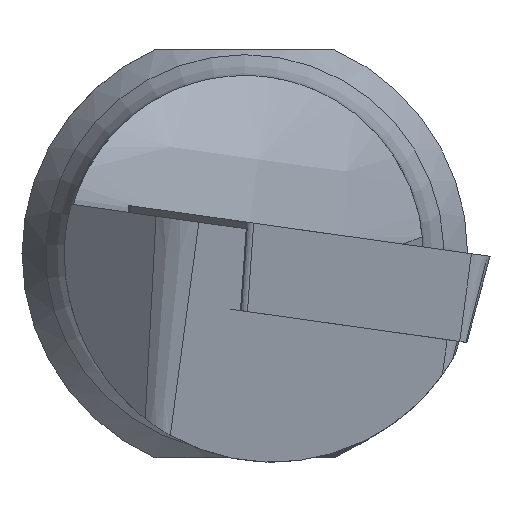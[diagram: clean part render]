
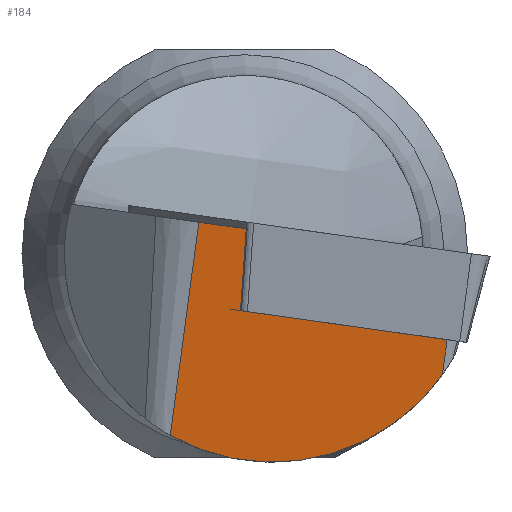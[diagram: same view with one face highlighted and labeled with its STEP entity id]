
A CAD part, left-side view. The second image highlights one B-rep face of the part: STEP entity #184.
In plain terms, the highlighted planar face has unit normal (-0.991, 0.068, -0.114).
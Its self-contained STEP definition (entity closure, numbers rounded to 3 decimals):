
#184=ADVANCED_FACE('',(#236),#219,.T.);
#219=PLANE('',#708);
#236=FACE_OUTER_BOUND('',#267,.T.);
#267=EDGE_LOOP('',(#319,#320,#321,#322,#323,#324));
#307=ELLIPSE('',#707,9.433,9.35);
#319=ORIENTED_EDGE('',*,*,#544,.F.);
#320=ORIENTED_EDGE('',*,*,#545,.T.);
#321=ORIENTED_EDGE('',*,*,#546,.T.);
#322=ORIENTED_EDGE('',*,*,#547,.T.);
#323=ORIENTED_EDGE('',*,*,#548,.F.);
#324=ORIENTED_EDGE('',*,*,#549,.F.);
#487=VERTEX_POINT('',#942);
#488=VERTEX_POINT('',#943);
#489=VERTEX_POINT('',#945);
#490=VERTEX_POINT('',#947);
#491=VERTEX_POINT('',#949);
#492=VERTEX_POINT('',#951);
#544=EDGE_CURVE('',#487,#488,#626,.T.);
#545=EDGE_CURVE('',#487,#489,#627,.T.);
#546=EDGE_CURVE('',#489,#490,#628,.T.);
#547=EDGE_CURVE('',#490,#491,#307,.T.);
#548=EDGE_CURVE('',#492,#491,#629,.T.);
#549=EDGE_CURVE('',#488,#492,#630,.T.);
#626=LINE('',#941,#666);
#627=LINE('',#944,#667);
#628=LINE('',#946,#668);
#629=LINE('',#950,#669);
#630=LINE('',#952,#670);
#666=VECTOR('',#776,1.);
#667=VECTOR('',#777,1.);
#668=VECTOR('',#778,1.);
#669=VECTOR('',#781,1.);
#670=VECTOR('',#782,1.);
#707=AXIS2_PLACEMENT_3D('',#948,#779,#780);
#708=AXIS2_PLACEMENT_3D('',#953,#783,#784);
#776=DIRECTION('',(0.118,0.069,-0.991));
#777=DIRECTION('',(0.052,0.989,0.139));
#778=DIRECTION('',(0.122,0.132,-0.984));
#779=DIRECTION('',(-0.991,0.068,-0.114));
#780=DIRECTION('',(0.132,0.509,-0.851));
#781=DIRECTION('',(0.122,0.132,-0.984));
#782=DIRECTION('',(-0.052,-0.989,-0.139));
#783=DIRECTION('',(-0.991,0.068,-0.114));
#784=DIRECTION('',(-0.114,0.,0.994));
#941=CARTESIAN_POINT('',(0.698,-0.085,0.814));
#942=CARTESIAN_POINT('',(0.662,-0.106,1.115));
#943=CARTESIAN_POINT('',(1.1,0.15,-2.555));
#944=CARTESIAN_POINT('',(0.666,-0.036,1.125));
#945=CARTESIAN_POINT('',(0.776,2.064,1.42));
#946=CARTESIAN_POINT('',(0.739,2.024,1.717));
#947=CARTESIAN_POINT('',(1.959,3.346,-8.142));
#948=CARTESIAN_POINT('',(0.711,-1.25,0.));
#949=CARTESIAN_POINT('',(0.81,-8.867,-5.422));
#950=CARTESIAN_POINT('',(0.129,-9.605,0.083));
#951=CARTESIAN_POINT('',(0.616,-9.078,-3.852));
#952=CARTESIAN_POINT('',(0.616,-9.078,-3.852));
#953=CARTESIAN_POINT('',(0.129,-9.605,0.083));
